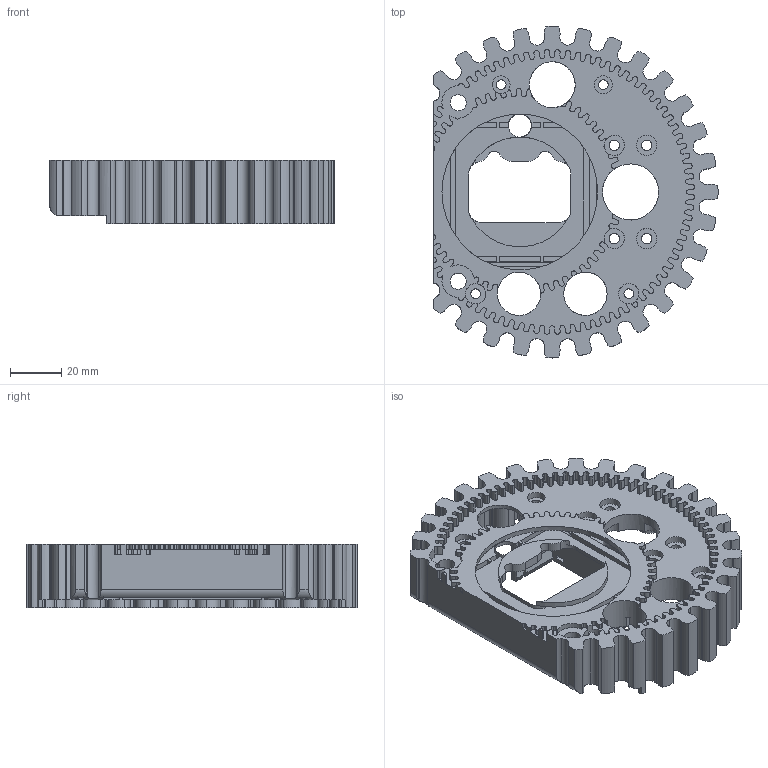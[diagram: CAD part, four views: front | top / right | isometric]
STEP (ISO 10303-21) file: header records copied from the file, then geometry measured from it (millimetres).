
FILE_DESCRIPTION(/* description */ (''),/* implementation_level */ '2;1');
FILE_NAME(/* name */ 'GearSensorCaseBase.stp',/* time_stamp */ '2017-02-15T17:55:39-05:00',/* author */ ('Moonlight.Admin'),/* organization */ (''),/* preprocessor_version */ 'ST-DEVELOPER v16.5',/* originating_system */ 'Autodesk Inventor 2017',/* authorisation */ '');
FILE_SCHEMA (('AUTOMOTIVE_DESIGN { 1 0 10303 214 3 1 1 }'));
Length unit declared in the file: millimetre
Products named in the file (1): GearSensorCase
Bounding box: 111.38 x 130 x 25 mm (x, y, z)
Volume: 66399.6 mm3; surface area: 64217.1 mm2
Topology: 1 solids, 1 shells, 1081 faces, 3205 edges, 2133 vertices
Faces by surface type: cylinder 815, plane 266
Full cylindrical faces by diameter (mm): 3.81 x4, 4.064 x4, 6.35 x2, 6.985 x2, 7.985 x6, 9 x1, 10 x3, 12.7 x1, 17 x2, 18 x1, 22 x1, 61 x1
Entity records: 37024 total; most frequent: DIRECTION 6973, CARTESIAN_POINT 6530, ORIENTED_EDGE 6324, EDGE_CURVE 3160, AXIS2_PLACEMENT_3D 2754, VERTEX_POINT 2117, CIRCLE 1661, LINE 1465
